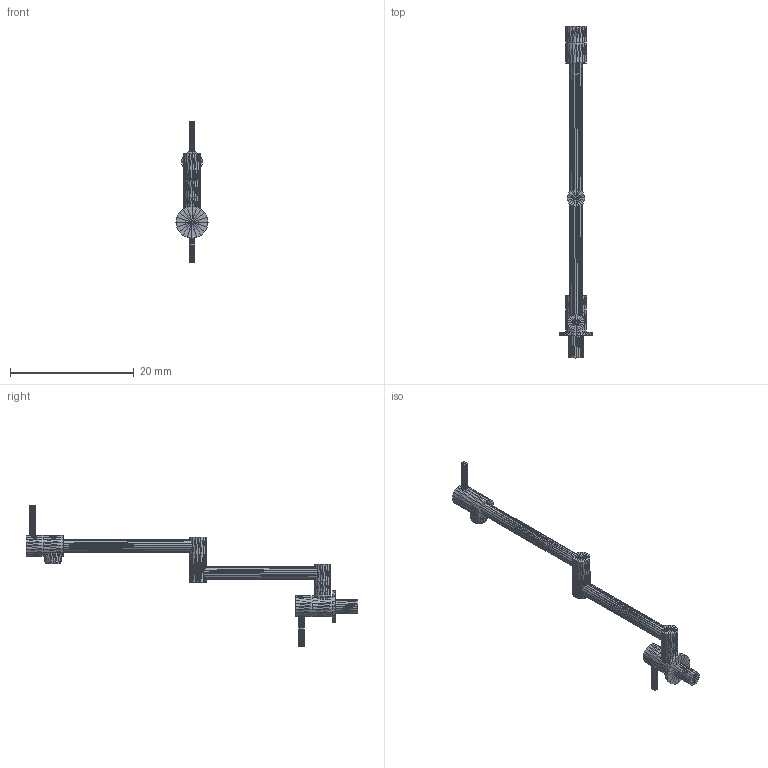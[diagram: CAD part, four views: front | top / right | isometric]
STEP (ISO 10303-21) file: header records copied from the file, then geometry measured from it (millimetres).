
FILE_DESCRIPTION(('FreeCAD Model'),'2;1');
FILE_NAME('Open CASCADE Shape Model','2025-02-26T01:31:37',('Author'),( ''),'Open CASCADE STEP processor 7.6','FreeCAD','Unknown');
FILE_SCHEMA(('AUTOMOTIVE_DESIGN { 1 0 10303 214 1 1 1 1 }'));
Products named in the file (1): _168_23_LOD002
Bounding box: 5.19 x 53.56 x 22.76 mm (x, y, z)
Surface area: 814.7 mm2 (no closed solid volume)
Topology: 0 solids, 5016 shells, 5016 faces, 15048 edges, 15048 vertices
Faces by surface type: plane 5016
Entity records: 215707 total; most frequent: CARTESIAN_POINT 35113, DIRECTION 25082, ORIENTED_EDGE 15048, EDGE_CURVE 15048, VERTEX_POINT 15048, LINE 15048, VECTOR 15048, AXIS2_PLACEMENT_3D 5017
